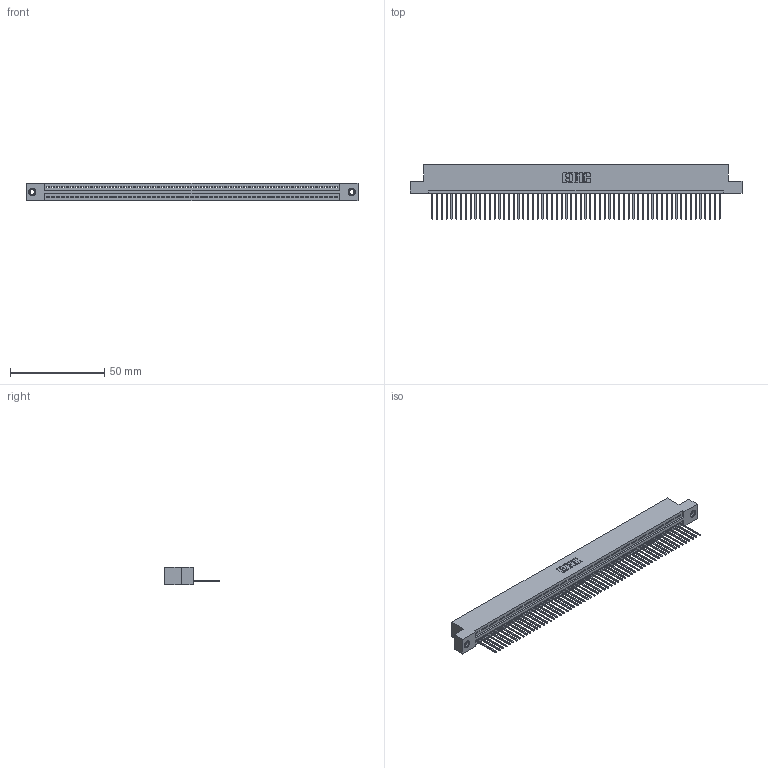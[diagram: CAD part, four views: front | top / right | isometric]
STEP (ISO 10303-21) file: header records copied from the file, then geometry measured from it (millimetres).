
FILE_DESCRIPTION (( 'STEP AP203' ), '1' );
FILE_NAME ('395-061-540-107.STEP', '2019-10-24T14:58:04', ( '' ), ( '' ), 'SwSTEP 2.0', 'SolidWorks 2016', '' );
FILE_SCHEMA (( 'CONFIG_CONTROL_DESIGN' ));
Length unit declared in the file: inch
Products named in the file (4): 395-061-540-107; 345-292-001_345-293-140; 345 Part_Flush Mounting Lugs - 0.156 Dia-TI; 345-250-001_345-250-005-103
Assembly tree (64 placements, depth 2):
  395-061-540-107
    345 Part_Flush Mounting Lugs - 0.156 Dia-TI
    345-292-001_345-293-140  x61
    345-250-001_345-250-005-103  x2
Bounding box: 176.15 x 29.13 x 9.4 mm (x, y, z)
Volume: 16955.5 mm3; surface area: 23417.5 mm2
Topology: 64 solids, 64 shells, 3724 faces, 11213 edges, 7386 vertices
Faces by surface type: plane 2552, cylinder 1156, cone 12, torus 4
Entity records: 44556 total; most frequent: CARTESIAN_POINT 7698, ORIENTED_EDGE 7686, DIRECTION 6723, EDGE_CURVE 3843, VECTOR 3447, LINE 3447, VERTEX_POINT 2556, AXIS2_PLACEMENT_3D 1638
